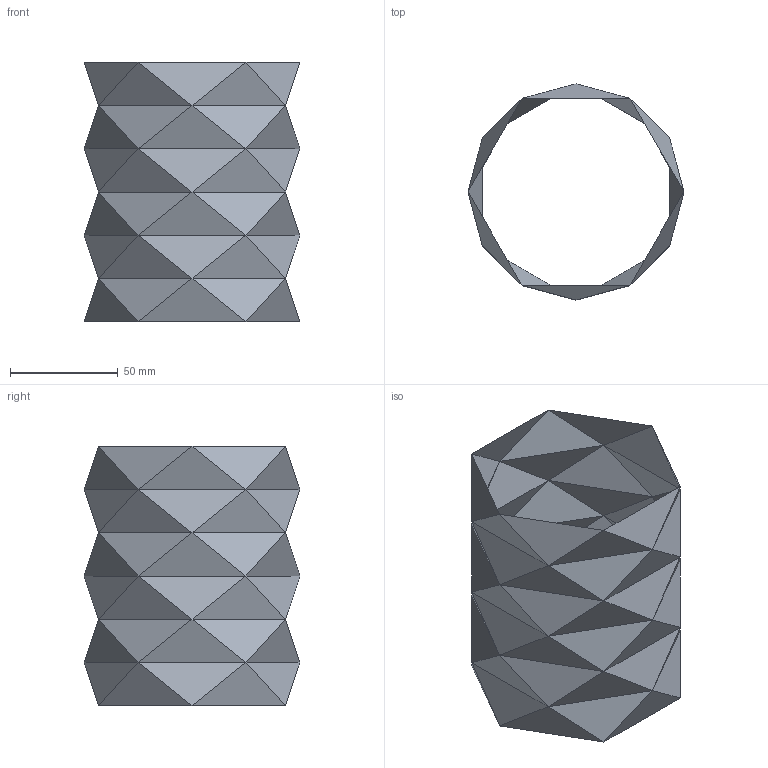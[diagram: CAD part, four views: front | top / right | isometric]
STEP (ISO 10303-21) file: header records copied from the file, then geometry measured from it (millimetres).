
FILE_DESCRIPTION(/* description */ (''),/* implementation_level */ '2;1');
FILE_NAME(/* name */ 'origami_shell.step',/* time_stamp */ '2025-07-22T13:11:13-07:00',/* author */ (''),/* organization */ (''),/* preprocessor_version */ 'ST-DEVELOPER v20.1',/* originating_system */ 'Autodesk Translation Framework v14.10.0.0',/* authorisation */ '');
FILE_SCHEMA (('AUTOMOTIVE_DESIGN { 1 0 10303 214 3 1 1 }'));
Length unit declared in the file: millimetre
Products named in the file (1): (Unsaved)
Bounding box: 100 x 100 x 120 mm (x, y, z)
Surface area: 37965.6 mm2 (no closed solid volume)
Topology: 0 solids, 1 shells, 72 faces, 114 edges, 42 vertices
Faces by surface type: plane 72
Entity records: 1485 total; most frequent: DIRECTION 260, CARTESIAN_POINT 229, ORIENTED_EDGE 216, LINE 114, VECTOR 114, EDGE_CURVE 114, AXIS2_PLACEMENT_3D 73, FACE_OUTER_BOUND 72
